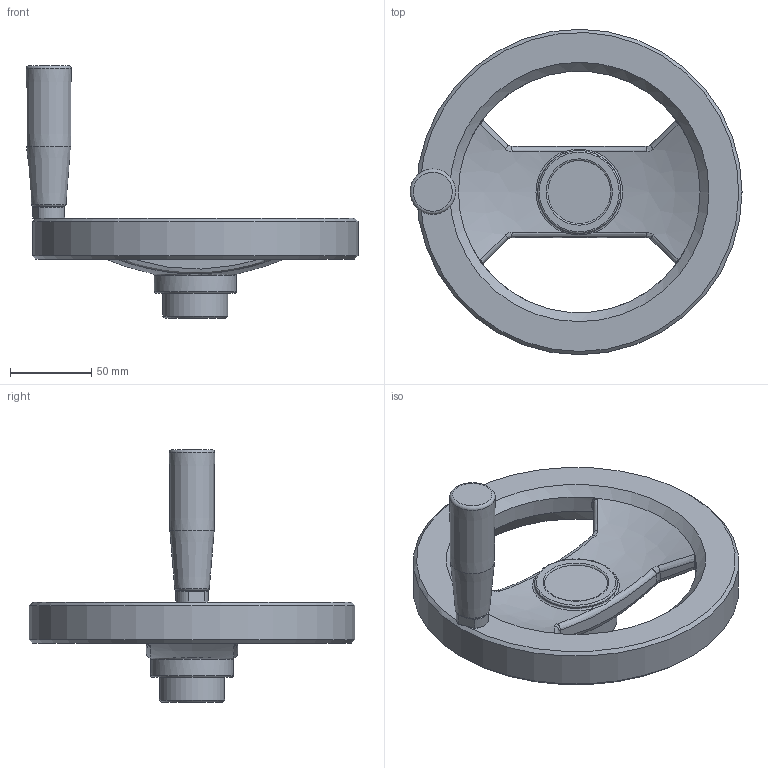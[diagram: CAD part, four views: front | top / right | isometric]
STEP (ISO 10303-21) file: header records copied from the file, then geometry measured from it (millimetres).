
FILE_DESCRIPTION( ( 'Unknown' ), '1' );
FILE_NAME( '6107015_VR2_200-M.stp', 'Unknown', ( 'Unknown' ), ( 'Unknown' ), 'PSStep 10.0', 'Unknown', ' ' );
FILE_SCHEMA( ( 'automotive_design' ) );
Length unit declared in the file: millimetre
Products named in the file (2): 6107015
Bounding box: 203.98 x 200 x 155.4 mm (x, y, z)
Volume: 537704.2 mm3; surface area: 89376.9 mm2
Topology: 2 solids, 4 shells, 124 faces, 275 edges, 164 vertices
Faces by surface type: bspline 36, plane 31, cylinder 27, cone 20, torus 10
Full cylindrical faces by diameter (mm): 6 x1, 8.3 x1, 8.376 x2, 9 x1, 10 x1, 10.6 x1, 13 x1, 14 x1, 14.5 x1, 32 x1, 40 x1, 50.5 x1, 51 x1, 200 x1
Entity records: 9396 total; most frequent: CARTESIAN_POINT 6119, ORIENTED_EDGE 442, DIRECTION 425, EDGE_CURVE 221, AXIS2_PLACEMENT_3D 198, EDGE_LOOP 174, VERTEX_POINT 148, FACE_OUTER_BOUND 145
